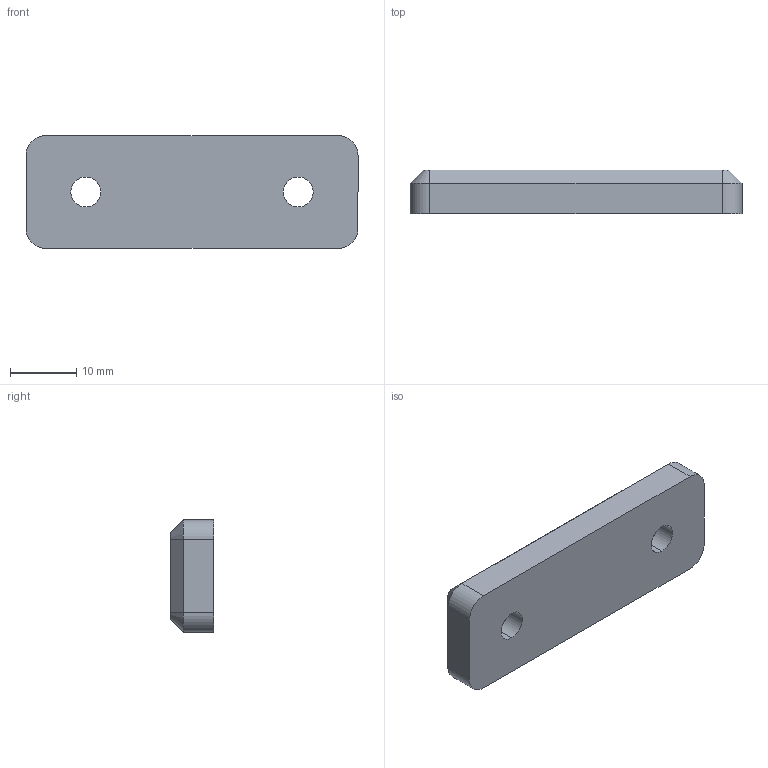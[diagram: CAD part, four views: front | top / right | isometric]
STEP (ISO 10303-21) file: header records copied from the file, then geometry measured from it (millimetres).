
FILE_DESCRIPTION (( 'STEP AP203' ), '1' );
FILE_NAME ('C-467.STEP', '2019-05-17T01:06:11', ( '' ), ( '' ), 'SwSTEP 2.0', 'SolidWorks 2014', '' );
FILE_SCHEMA (( 'CONFIG_CONTROL_DESIGN' ));
Length unit declared in the file: millimetre
Products named in the file (3): C-467_ケース; C-467_平ワッシャー; C-467
Assembly tree (3 placements, depth 2):
  C-467
    C-467_ケース
    C-467_平ワッシャー  x2
Bounding box: 50 x 6.6 x 17 mm (x, y, z)
Volume: 4761.5 mm3; surface area: 2946.2 mm2
Topology: 3 solids, 3 shells, 40 faces, 88 edges, 56 vertices
Faces by surface type: cylinder 20, plane 16, cone 4
Entity records: 1301 total; most frequent: DIRECTION 192, CARTESIAN_POINT 164, ORIENTED_EDGE 152, AXIS2_PLACEMENT_3D 76, EDGE_CURVE 76, VERTEX_POINT 48, EDGE_LOOP 42, VECTOR 40
